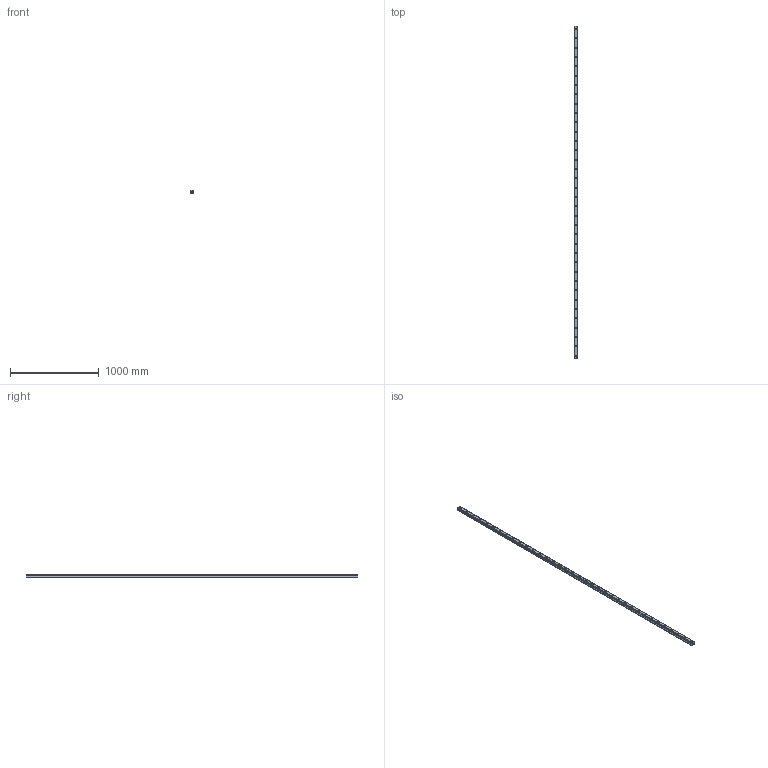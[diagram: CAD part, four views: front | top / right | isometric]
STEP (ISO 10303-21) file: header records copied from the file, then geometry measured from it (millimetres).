
FILE_DESCRIPTION(('STEP AP214'),'1');
FILE_NAME('cctmp_3CBB03BF-1F3C-4641-9A66-6531FDAED1E8_2020_10_29_12_11_1_293..stp','2020-10-29T11:11:01',('HIWIN GmbH'),('CADClick - www.CADClick.com'),'Spatial InterOp 3D',' ','unknown authorization');
FILE_SCHEMA(('AUTOMOTIVE_DESIGN'));
Length unit declared in the file: millimetre
Products named in the file (1): HGR45R3735H_FILE
Bounding box: 45 x 3735 x 38 mm (x, y, z)
Volume: 5020853.1 mm3; surface area: 724602.2 mm2
Topology: 1 solids, 1 shells, 421 faces, 921 edges, 614 vertices
Faces by surface type: cylinder 220, plane 201
Entity records: 15107 total; most frequent: DIRECTION 2205, CARTESIAN_POINT 1957, ORIENTED_EDGE 1842, EDGE_CURVE 921, AXIS2_PLACEMENT_3D 862, VERTEX_POINT 614, EDGE_LOOP 533, LINE 481
